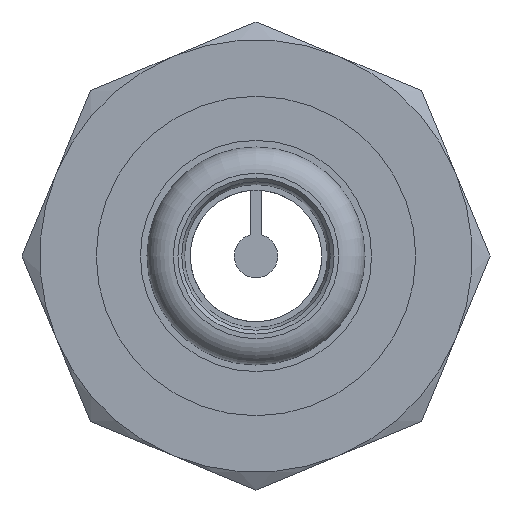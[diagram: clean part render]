
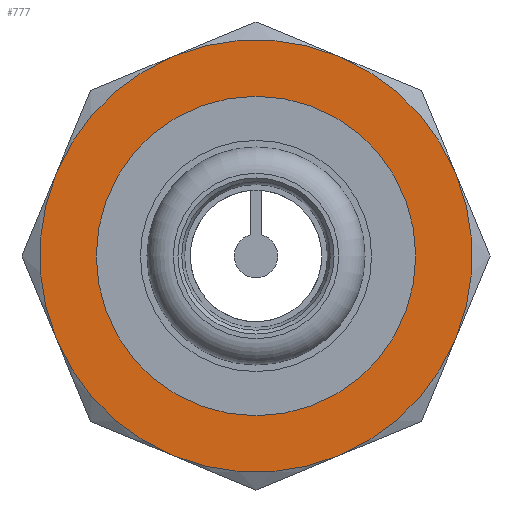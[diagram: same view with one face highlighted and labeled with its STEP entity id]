
A CAD part, left-side view. The second image highlights one B-rep face of the part: STEP entity #777.
In plain terms, the highlighted planar face has unit normal (-1, 0, 0).
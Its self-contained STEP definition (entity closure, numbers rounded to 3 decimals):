
#111=FACE_BOUND($,#294,.T.);
#112=FACE_BOUND($,#295,.T.);
#147=CIRCLE($,#835,17.);
#157=CIRCLE($,#862,23.);
#158=CIRCLE($,#864,23.);
#159=CIRCLE($,#866,23.);
#160=CIRCLE($,#868,23.);
#161=CIRCLE($,#870,23.);
#162=CIRCLE($,#872,23.);
#163=CIRCLE($,#874,23.);
#164=CIRCLE($,#877,23.);
#294=EDGE_LOOP($,(#659));
#295=EDGE_LOOP($,(#660,#661,#662,#663,#664,#665,#666,#667));
#357=VERTEX_POINT($,#1203);
#364=VERTEX_POINT($,#1223);
#366=VERTEX_POINT($,#1233);
#374=VERTEX_POINT($,#1262);
#379=VERTEX_POINT($,#1282);
#383=VERTEX_POINT($,#1300);
#387=VERTEX_POINT($,#1318);
#389=VERTEX_POINT($,#1333);
#391=VERTEX_POINT($,#1359);
#425=EDGE_CURVE($,#357,#357,#147,.T.);
#473=EDGE_CURVE($,#391,#366,#157,.T.);
#474=EDGE_CURVE($,#366,#364,#158,.T.);
#475=EDGE_CURVE($,#364,#389,#159,.T.);
#476=EDGE_CURVE($,#389,#387,#160,.T.);
#477=EDGE_CURVE($,#387,#383,#161,.T.);
#478=EDGE_CURVE($,#383,#379,#162,.T.);
#479=EDGE_CURVE($,#379,#374,#163,.T.);
#482=EDGE_CURVE($,#374,#391,#164,.T.);
#659=ORIENTED_EDGE($,*,*,#425,.T.);
#660=ORIENTED_EDGE($,*,*,#473,.F.);
#661=ORIENTED_EDGE($,*,*,#482,.F.);
#662=ORIENTED_EDGE($,*,*,#479,.F.);
#663=ORIENTED_EDGE($,*,*,#478,.F.);
#664=ORIENTED_EDGE($,*,*,#477,.F.);
#665=ORIENTED_EDGE($,*,*,#476,.F.);
#666=ORIENTED_EDGE($,*,*,#475,.F.);
#667=ORIENTED_EDGE($,*,*,#474,.F.);
#687=PLANE($,#881);
#777=ADVANCED_FACE($,(#111,#112),#687,.T.);
#835=AXIS2_PLACEMENT_3D($,#1204,#1001,#1002);
#862=AXIS2_PLACEMENT_3D($,#1363,#1063,#1064);
#864=AXIS2_PLACEMENT_3D($,#1365,#1067,#1068);
#866=AXIS2_PLACEMENT_3D($,#1367,#1071,#1072);
#868=AXIS2_PLACEMENT_3D($,#1369,#1075,#1076);
#870=AXIS2_PLACEMENT_3D($,#1371,#1079,#1080);
#872=AXIS2_PLACEMENT_3D($,#1373,#1083,#1084);
#874=AXIS2_PLACEMENT_3D($,#1375,#1087,#1088);
#877=AXIS2_PLACEMENT_3D($,#1384,#1093,#1094);
#881=AXIS2_PLACEMENT_3D($,#1388,#1101,#1102);
#1001=DIRECTION('center_axis',(1.,0.,0.));
#1002=DIRECTION('ref_axis',(0.,0.,-1.));
#1063=DIRECTION('center_axis',(1.,0.,0.));
#1064=DIRECTION('ref_axis',(0.,1.,0.));
#1067=DIRECTION('center_axis',(1.,0.,0.));
#1068=DIRECTION('ref_axis',(0.,1.,0.));
#1071=DIRECTION('center_axis',(1.,0.,0.));
#1072=DIRECTION('ref_axis',(0.,1.,0.));
#1075=DIRECTION('center_axis',(1.,0.,0.));
#1076=DIRECTION('ref_axis',(0.,1.,0.));
#1079=DIRECTION('center_axis',(1.,0.,0.));
#1080=DIRECTION('ref_axis',(0.,1.,0.));
#1083=DIRECTION('center_axis',(1.,0.,0.));
#1084=DIRECTION('ref_axis',(0.,1.,0.));
#1087=DIRECTION('center_axis',(1.,0.,0.));
#1088=DIRECTION('ref_axis',(0.,1.,0.));
#1093=DIRECTION('center_axis',(1.,0.,0.));
#1094=DIRECTION('ref_axis',(0.,1.,0.));
#1101=DIRECTION('center_axis',(-1.,0.,0.));
#1102=DIRECTION('ref_axis',(0.,0.,1.));
#1203=CARTESIAN_POINT('',(0.,0.,-17.));
#1204=CARTESIAN_POINT('Origin',(0.,0.,0.));
#1223=CARTESIAN_POINT('',(0.,-8.802,21.249));
#1233=CARTESIAN_POINT('',(0.,8.802,21.249));
#1262=CARTESIAN_POINT('',(0.,21.249,-8.802));
#1282=CARTESIAN_POINT('',(0.,8.802,-21.249));
#1300=CARTESIAN_POINT('',(0.,-8.802,-21.249));
#1318=CARTESIAN_POINT('',(0.,-21.249,-8.802));
#1333=CARTESIAN_POINT('',(0.,-21.249,8.802));
#1359=CARTESIAN_POINT('',(0.,21.249,8.802));
#1363=CARTESIAN_POINT('Origin',(0.,0.,
0.));
#1365=CARTESIAN_POINT('Origin',(0.,0.,
0.));
#1367=CARTESIAN_POINT('Origin',(0.,0.,
0.));
#1369=CARTESIAN_POINT('Origin',(0.,0.,
0.));
#1371=CARTESIAN_POINT('Origin',(0.,0.,
0.));
#1373=CARTESIAN_POINT('Origin',(0.,0.,
0.));
#1375=CARTESIAN_POINT('Origin',(0.,0.,
0.));
#1384=CARTESIAN_POINT('Origin',(0.,0.,
0.));
#1388=CARTESIAN_POINT('Origin',(0.,11.5,0.));
